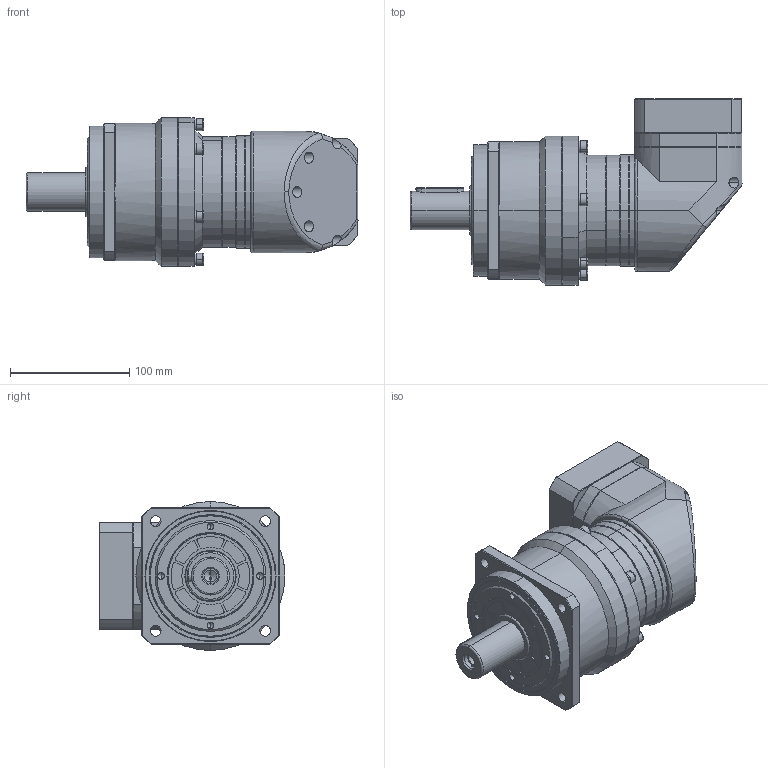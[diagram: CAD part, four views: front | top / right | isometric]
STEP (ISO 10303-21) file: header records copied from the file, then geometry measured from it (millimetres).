
FILE_DESCRIPTION((''),'2;1');
FILE_NAME('TNR115-L2-S2-P2-F-0003_ASM','2024-06-29T14:27:44',('mayn'),(''),'CREO PARAMETRIC BY PTC INC, 2020053','CREO PARAMETRIC BY PTC INC, 2020053','');
FILE_SCHEMA(('CONFIG_CONTROL_DESIGN'));
Length unit declared in the file: millimetre
Products named in the file (22): HEXAGON_SOCKET_HEAD_CAP_S-14205; TNS1150001_1; SPRING_LOCK_WASHERS--NORM-14260; HEXAGON_SOCKET_HEAD_CAP_SC-3403; SPRING_LOCK_WASHERS--NORMA-3460; HEXAGON_SOCKET_HEAD_CAP_S-14309; HEXAGON_SOCKET_HEAD_CAP_SC-3303; TN90_D70-M5-90F90H0001_1; TNR900001_1; TNR900002_1; _KBR90-D190001_1; TNR90_SLDPRT0001_1; 40X50X500_1; _5_5__5_5__1000_1; __20001_1; _TN115_0001_ASM_1_ASM; HEX_SOCKET_SET_SCREWS_WITH_FLAT; TNR900003_1; TNR115L2-50-14-45-0002_ASM_1_ASM; 19-14000_1; TNR115L2-50-14-45-0001_ASM_1_ASM; TNR115-L2-S2-P2-F-0003_ASM
Assembly tree (66 placements, depth 5):
  TNR115-L2-S2-P2-F-0003_ASM
    TNR115L2-50-14-45-0001_ASM_1_ASM
      TNR115L2-50-14-45-0002_ASM_1_ASM
        HEXAGON_SOCKET_HEAD_CAP_S-14205  x7
        TNS1150001_1
        SPRING_LOCK_WASHERS--NORM-14260  x19
        HEXAGON_SOCKET_HEAD_CAP_SC-3403  x7
        SPRING_LOCK_WASHERS--NORMA-3460  x6
        HEXAGON_SOCKET_HEAD_CAP_S-14309  x6
        HEXAGON_SOCKET_HEAD_CAP_SC-3303  x6
        TN90_D70-M5-90F90H0001_1
        TNR900001_1
        TNR900002_1
        _KBR90-D190001_1
        TNR90_SLDPRT0001_1
        40X50X500_1
        _TN115_0001_ASM_1_ASM
          _5_5__5_5__1000_1
          __20001_1
        HEX_SOCKET_SET_SCREWS_WITH_FLAT
        TNR900003_1
      19-14000_1
Bounding box: 278.5 x 156 x 125 mm (x, y, z)
Volume: 2213175.1 mm3; surface area: 288238.1 mm2
Topology: 63 solids, 67 shells, 1654 faces, 4046 edges, 2557 vertices
Faces by surface type: plane 687, cylinder 662, cone 226, torus 73, bspline 6
Entity records: 29272 total; most frequent: CARTESIAN_POINT 6112, DIRECTION 5276, ORIENTED_EDGE 4436, EDGE_CURVE 2226, AXIS2_PLACEMENT_3D 2191, VERTEX_POINT 1463, CIRCLE 1168, EDGE_LOOP 1063
